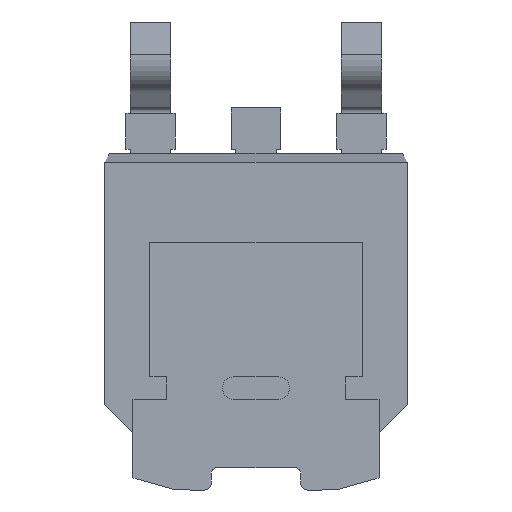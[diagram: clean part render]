
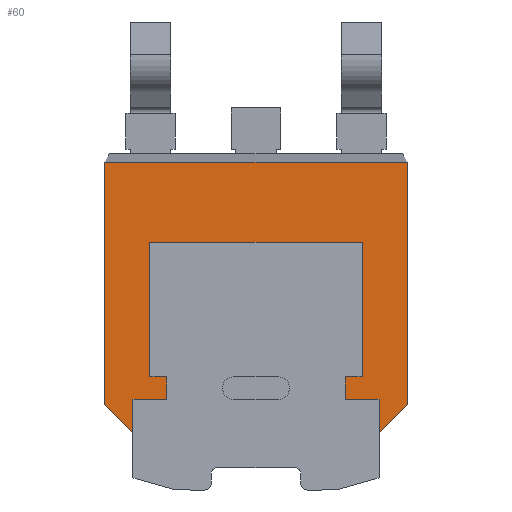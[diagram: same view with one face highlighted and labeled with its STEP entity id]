
A CAD part, front view. The second image highlights one B-rep face of the part: STEP entity #60.
In plain terms, the highlighted planar face has unit normal (0, -1, 0).
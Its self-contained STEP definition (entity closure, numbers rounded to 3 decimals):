
#1 = EDGE_CURVE ( 'NONE', #3260, #4683, #4584, .T. ) ;
#60 = ADVANCED_FACE ( 'NONE', ( #2326 ), #1601, .F. ) ;
#244 = ORIENTED_EDGE ( 'NONE', *, *, #3904, .F. ) ;
#255 = ORIENTED_EDGE ( 'NONE', *, *, #3818, .F. ) ;
#302 = CARTESIAN_POINT ( 'NONE',  ( 3.365, -1.2, 2.916 ) ) ;
#321 = ORIENTED_EDGE ( 'NONE', *, *, #3214, .F. ) ;
#365 = VECTOR ( 'NONE', #724, 1000. ) ;
#366 = DIRECTION ( 'NONE',  ( 0., 0., -1. ) ) ;
#384 = VECTOR ( 'NONE', #1733, 1000. ) ;
#429 = VERTEX_POINT ( 'NONE', #582 ) ;
#557 = ORIENTED_EDGE ( 'NONE', *, *, #1090, .F. ) ;
#561 = VECTOR ( 'NONE', #1827, 1000. ) ;
#582 = CARTESIAN_POINT ( 'NONE',  ( -2.365, -1.2, 1.14 ) ) ;
#623 = DIRECTION ( 'NONE',  ( 0., 0., -1. ) ) ;
#626 = VERTEX_POINT ( 'NONE', #2607 ) ;
#643 = CARTESIAN_POINT ( 'NONE',  ( 2.74, -1.2, -2.36 ) ) ;
#678 = CARTESIAN_POINT ( 'NONE',  ( 2.74, -1.2, -3.11 ) ) ;
#692 = VECTOR ( 'NONE', #1748, 1000. ) ;
#724 = DIRECTION ( 'NONE',  ( 0., 0., -1. ) ) ;
#827 = DIRECTION ( 'NONE',  ( 0., 0., 1. ) ) ;
#932 = ORIENTED_EDGE ( 'NONE', *, *, #4411, .F. ) ;
#951 = ORIENTED_EDGE ( 'NONE', *, *, #4491, .T. ) ;
#1012 = LINE ( 'NONE', #3317, #4990 ) ;
#1015 = CARTESIAN_POINT ( 'NONE',  ( -2.74, -1.2, -3.11 ) ) ;
#1016 = ORIENTED_EDGE ( 'NONE', *, *, #3850, .F. ) ;
#1046 = VERTEX_POINT ( 'NONE', #4585 ) ;
#1061 = AXIS2_PLACEMENT_3D ( 'NONE', #3138, #3501, #827 ) ;
#1083 = LINE ( 'NONE', #3114, #2490 ) ;
#1086 = DIRECTION ( 'NONE',  ( -1., 0., 0. ) ) ;
#1090 = EDGE_CURVE ( 'NONE', #626, #3260, #3160, .T. ) ;
#1096 = CARTESIAN_POINT ( 'NONE',  ( -2.365, -1.2, -1.86 ) ) ;
#1162 = CARTESIAN_POINT ( 'NONE',  ( 2.74, -1.2, -3.11 ) ) ;
#1188 = VECTOR ( 'NONE', #4262, 1000. ) ;
#1218 = CARTESIAN_POINT ( 'NONE',  ( 2.365, -1.2, 1.14 ) ) ;
#1267 = EDGE_CURVE ( 'NONE', #2406, #1390, #2798, .T. ) ;
#1301 = LINE ( 'NONE', #1950, #1188 ) ;
#1390 = VERTEX_POINT ( 'NONE', #1162 ) ;
#1421 = VECTOR ( 'NONE', #1429, 1000. ) ;
#1427 = CARTESIAN_POINT ( 'NONE',  ( -1.99, -1.2, -1.86 ) ) ;
#1429 = DIRECTION ( 'NONE',  ( -0.707, 0., -0.707 ) ) ;
#1463 = LINE ( 'NONE', #678, #2610 ) ;
#1502 = LINE ( 'NONE', #4967, #365 ) ;
#1509 = EDGE_CURVE ( 'NONE', #2485, #4320, #1083, .T. ) ;
#1530 = VECTOR ( 'NONE', #1086, 1000. ) ;
#1550 = VECTOR ( 'NONE', #2289, 1000. ) ;
#1601 = PLANE ( 'NONE',  #1061 ) ;
#1705 = VERTEX_POINT ( 'NONE', #1218 ) ;
#1733 = DIRECTION ( 'NONE',  ( -1., 0., 0. ) ) ;
#1748 = DIRECTION ( 'NONE',  ( -1., 0., 0. ) ) ;
#1812 = CARTESIAN_POINT ( 'NONE',  ( 3.365, -1.2, 2.916 ) ) ;
#1814 = DIRECTION ( 'NONE',  ( 0., 0., -1. ) ) ;
#1827 = DIRECTION ( 'NONE',  ( -1., 0., 0. ) ) ;
#1883 = EDGE_CURVE ( 'NONE', #1390, #1903, #1463, .T. ) ;
#1903 = VERTEX_POINT ( 'NONE', #643 ) ;
#1916 = EDGE_LOOP ( 'NONE', ( #3511, #4819, #4899, #2453, #951, #3462, #2350, #932, #2115, #321, #244, #3199, #255, #1016, #4127, #557 ) ) ;
#1944 = DIRECTION ( 'NONE',  ( -0.707, 0., 0.707 ) ) ;
#1950 = CARTESIAN_POINT ( 'NONE',  ( -1.99, -1.2, -1.86 ) ) ;
#2115 = ORIENTED_EDGE ( 'NONE', *, *, #2357, .F. ) ;
#2190 = VERTEX_POINT ( 'NONE', #4416 ) ;
#2286 = LINE ( 'NONE', #1812, #561 ) ;
#2289 = DIRECTION ( 'NONE',  ( 1., 0., 0. ) ) ;
#2306 = VERTEX_POINT ( 'NONE', #302 ) ;
#2311 = VECTOR ( 'NONE', #4614, 1000. ) ;
#2326 = FACE_OUTER_BOUND ( 'NONE', #1916, .T. ) ;
#2350 = ORIENTED_EDGE ( 'NONE', *, *, #1509, .F. ) ;
#2357 = EDGE_CURVE ( 'NONE', #4415, #3343, #4974, .T. ) ;
#2372 = VERTEX_POINT ( 'NONE', #1427 ) ;
#2406 = VERTEX_POINT ( 'NONE', #2926 ) ;
#2453 = ORIENTED_EDGE ( 'NONE', *, *, #3285, .F. ) ;
#2485 = VERTEX_POINT ( 'NONE', #1015 ) ;
#2490 = VECTOR ( 'NONE', #1944, 1000. ) ;
#2502 = CARTESIAN_POINT ( 'NONE',  ( -1.99, -1.2, -2.36 ) ) ;
#2548 = LINE ( 'NONE', #2925, #384 ) ;
#2552 = CARTESIAN_POINT ( 'NONE',  ( -2.74, -1.2, -2.36 ) ) ;
#2607 = CARTESIAN_POINT ( 'NONE',  ( 1.99, -1.2, -2.36 ) ) ;
#2610 = VECTOR ( 'NONE', #3697, 1000. ) ;
#2649 = CARTESIAN_POINT ( 'NONE',  ( 1.99, -1.2, -2.36 ) ) ;
#2699 = CARTESIAN_POINT ( 'NONE',  ( 3.365, -1.2, 3.11 ) ) ;
#2758 = VECTOR ( 'NONE', #1814, 1000. ) ;
#2786 = CARTESIAN_POINT ( 'NONE',  ( -2.74, -1.2, -2.36 ) ) ;
#2798 = LINE ( 'NONE', #3727, #1421 ) ;
#2822 = DIRECTION ( 'NONE',  ( 0., 0., 1. ) ) ;
#2925 = CARTESIAN_POINT ( 'NONE',  ( -2.365, -1.2, 1.14 ) ) ;
#2926 = CARTESIAN_POINT ( 'NONE',  ( 3.365, -1.2, -2.485 ) ) ;
#2979 = EDGE_CURVE ( 'NONE', #4320, #2190, #3236, .T. ) ;
#3080 = CARTESIAN_POINT ( 'NONE',  ( 1.99, -1.2, -1.86 ) ) ;
#3114 = CARTESIAN_POINT ( 'NONE',  ( -3.365, -1.2, -2.485 ) ) ;
#3138 = CARTESIAN_POINT ( 'NONE',  ( 0., -1.2, 0. ) ) ;
#3160 = LINE ( 'NONE', #2649, #2311 ) ;
#3199 = ORIENTED_EDGE ( 'NONE', *, *, #4891, .F. ) ;
#3214 = EDGE_CURVE ( 'NONE', #2372, #4415, #1502, .T. ) ;
#3236 = LINE ( 'NONE', #4767, #3358 ) ;
#3260 = VERTEX_POINT ( 'NONE', #3080 ) ;
#3285 = EDGE_CURVE ( 'NONE', #2306, #2406, #3799, .T. ) ;
#3317 = CARTESIAN_POINT ( 'NONE',  ( 2.365, -1.2, -1.86 ) ) ;
#3343 = VERTEX_POINT ( 'NONE', #2786 ) ;
#3358 = VECTOR ( 'NONE', #2822, 1000. ) ;
#3372 = VECTOR ( 'NONE', #366, 1000. ) ;
#3462 = ORIENTED_EDGE ( 'NONE', *, *, #2979, .F. ) ;
#3501 = DIRECTION ( 'NONE',  ( 0., 1., 0. ) ) ;
#3511 = ORIENTED_EDGE ( 'NONE', *, *, #3996, .F. ) ;
#3677 = CARTESIAN_POINT ( 'NONE',  ( -2.74, -1.2, -3.11 ) ) ;
#3692 = LINE ( 'NONE', #3677, #4309 ) ;
#3697 = DIRECTION ( 'NONE',  ( 0., 0., 1. ) ) ;
#3727 = CARTESIAN_POINT ( 'NONE',  ( 3.365, -1.2, -2.485 ) ) ;
#3799 = LINE ( 'NONE', #2699, #2758 ) ;
#3818 = EDGE_CURVE ( 'NONE', #1705, #429, #2548, .T. ) ;
#3850 = EDGE_CURVE ( 'NONE', #4683, #1705, #1012, .T. ) ;
#3904 = EDGE_CURVE ( 'NONE', #1046, #2372, #1301, .T. ) ;
#3938 = CARTESIAN_POINT ( 'NONE',  ( 2.365, -1.2, -1.86 ) ) ;
#3995 = LINE ( 'NONE', #1096, #3372 ) ;
#3996 = EDGE_CURVE ( 'NONE', #1903, #626, #4075, .T. ) ;
#4012 = CARTESIAN_POINT ( 'NONE',  ( -3.365, -1.2, -2.485 ) ) ;
#4075 = LINE ( 'NONE', #4426, #1530 ) ;
#4127 = ORIENTED_EDGE ( 'NONE', *, *, #1, .F. ) ;
#4262 = DIRECTION ( 'NONE',  ( 1., 0., 0. ) ) ;
#4309 = VECTOR ( 'NONE', #623, 1000. ) ;
#4320 = VERTEX_POINT ( 'NONE', #4012 ) ;
#4411 = EDGE_CURVE ( 'NONE', #3343, #2485, #3692, .T. ) ;
#4415 = VERTEX_POINT ( 'NONE', #2502 ) ;
#4416 = CARTESIAN_POINT ( 'NONE',  ( -3.365, -1.2, 2.916 ) ) ;
#4426 = CARTESIAN_POINT ( 'NONE',  ( 2.74, -1.2, -2.36 ) ) ;
#4491 = EDGE_CURVE ( 'NONE', #2306, #2190, #2286, .T. ) ;
#4584 = LINE ( 'NONE', #4621, #1550 ) ;
#4585 = CARTESIAN_POINT ( 'NONE',  ( -2.365, -1.2, -1.86 ) ) ;
#4614 = DIRECTION ( 'NONE',  ( 0., 0., 1. ) ) ;
#4621 = CARTESIAN_POINT ( 'NONE',  ( 1.99, -1.2, -1.86 ) ) ;
#4683 = VERTEX_POINT ( 'NONE', #3938 ) ;
#4767 = CARTESIAN_POINT ( 'NONE',  ( -3.365, -1.2, -2.485 ) ) ;
#4819 = ORIENTED_EDGE ( 'NONE', *, *, #1883, .F. ) ;
#4866 = DIRECTION ( 'NONE',  ( 0., 0., 1. ) ) ;
#4891 = EDGE_CURVE ( 'NONE', #429, #1046, #3995, .T. ) ;
#4899 = ORIENTED_EDGE ( 'NONE', *, *, #1267, .F. ) ;
#4967 = CARTESIAN_POINT ( 'NONE',  ( -1.99, -1.2, -2.36 ) ) ;
#4974 = LINE ( 'NONE', #2552, #692 ) ;
#4990 = VECTOR ( 'NONE', #4866, 1000. ) ;
